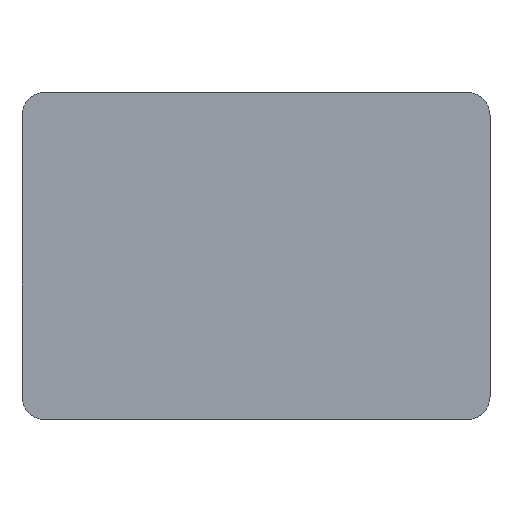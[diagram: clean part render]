
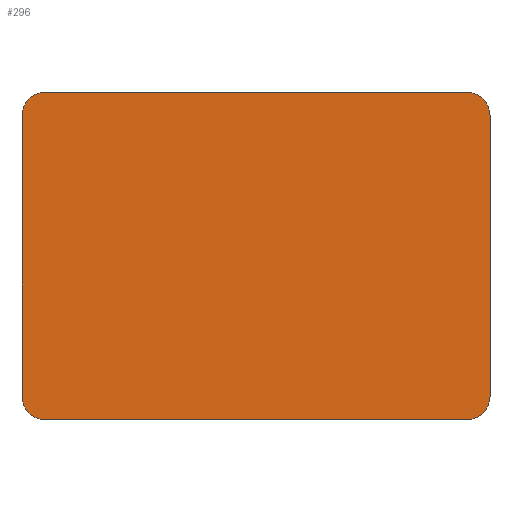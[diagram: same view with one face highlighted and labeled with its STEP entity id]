
A CAD part, top view. The second image highlights one B-rep face of the part: STEP entity #296.
In plain terms, the highlighted planar face has unit normal (0, 0, 1).
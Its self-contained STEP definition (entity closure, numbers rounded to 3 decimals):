
#23=CIRCLE('',#327,0.5);
#24=CIRCLE('',#330,0.5);
#25=CIRCLE('',#333,0.5);
#26=CIRCLE('',#336,0.5);
#47=FACE_OUTER_BOUND('',#66,.T.);
#66=EDGE_LOOP('',(#260,#261,#262,#263,#264,#265,#266,#267));
#86=LINE('',#477,#115);
#89=LINE('',#485,#118);
#92=LINE('',#493,#121);
#95=LINE('',#501,#124);
#115=VECTOR('',#387,10.);
#118=VECTOR('',#396,10.);
#121=VECTOR('',#405,10.);
#124=VECTOR('',#414,10.);
#144=VERTEX_POINT('',#474);
#145=VERTEX_POINT('',#476);
#146=VERTEX_POINT('',#480);
#147=VERTEX_POINT('',#484);
#148=VERTEX_POINT('',#488);
#149=VERTEX_POINT('',#492);
#150=VERTEX_POINT('',#496);
#151=VERTEX_POINT('',#500);
#176=EDGE_CURVE('',#145,#144,#86,.T.);
#178=EDGE_CURVE('',#146,#145,#23,.T.);
#180=EDGE_CURVE('',#147,#146,#89,.T.);
#182=EDGE_CURVE('',#148,#147,#24,.T.);
#184=EDGE_CURVE('',#149,#148,#92,.T.);
#186=EDGE_CURVE('',#150,#149,#25,.T.);
#188=EDGE_CURVE('',#151,#150,#95,.T.);
#190=EDGE_CURVE('',#144,#151,#26,.T.);
#260=ORIENTED_EDGE('',*,*,#190,.T.);
#261=ORIENTED_EDGE('',*,*,#188,.T.);
#262=ORIENTED_EDGE('',*,*,#186,.T.);
#263=ORIENTED_EDGE('',*,*,#184,.T.);
#264=ORIENTED_EDGE('',*,*,#182,.T.);
#265=ORIENTED_EDGE('',*,*,#180,.T.);
#266=ORIENTED_EDGE('',*,*,#178,.T.);
#267=ORIENTED_EDGE('',*,*,#176,.T.);
#279=PLANE('',#337);
#296=ADVANCED_FACE('',(#47),#279,.T.);
#327=AXIS2_PLACEMENT_3D('',#481,#391,#392);
#330=AXIS2_PLACEMENT_3D('',#489,#400,#401);
#333=AXIS2_PLACEMENT_3D('',#497,#409,#410);
#336=AXIS2_PLACEMENT_3D('',#504,#418,#419);
#337=AXIS2_PLACEMENT_3D('',#505,#420,#421);
#387=DIRECTION('',(1.,0.,0.));
#391=DIRECTION('center_axis',(0.,0.,
1.));
#392=DIRECTION('ref_axis',(-1.,0.,0.));
#396=DIRECTION('',(0.,-1.,0.));
#400=DIRECTION('center_axis',(0.,0.,
1.));
#401=DIRECTION('ref_axis',(0.,1.,0.));
#405=DIRECTION('',(-1.,0.,0.));
#409=DIRECTION('center_axis',(0.,0.,
1.));
#410=DIRECTION('ref_axis',(1.,0.,0.));
#414=DIRECTION('',(0.,1.,0.));
#418=DIRECTION('center_axis',(0.,0.,
1.));
#419=DIRECTION('ref_axis',(0.,-1.,0.));
#420=DIRECTION('center_axis',(0.,0.,
1.));
#421=DIRECTION('ref_axis',(-1.,0.,0.));
#474=CARTESIAN_POINT('',(20.66,20.156,-31.905));
#476=CARTESIAN_POINT('',(11.66,20.156,-31.905));
#477=CARTESIAN_POINT('',(11.66,20.156,-31.905));
#480=CARTESIAN_POINT('',(11.16,20.656,-31.905));
#481=CARTESIAN_POINT('Origin',(11.66,20.656,-31.905));
#484=CARTESIAN_POINT('',(11.16,26.656,-31.905));
#485=CARTESIAN_POINT('',(11.16,26.656,-31.905));
#488=CARTESIAN_POINT('',(11.66,27.156,-31.905));
#489=CARTESIAN_POINT('Origin',(11.66,26.656,-31.905));
#492=CARTESIAN_POINT('',(20.66,27.156,-31.905));
#493=CARTESIAN_POINT('',(20.66,27.156,-31.905));
#496=CARTESIAN_POINT('',(21.16,26.656,-31.905));
#497=CARTESIAN_POINT('Origin',(20.66,26.656,-31.905));
#500=CARTESIAN_POINT('',(21.16,20.656,-31.905));
#501=CARTESIAN_POINT('',(21.16,20.656,-31.905));
#504=CARTESIAN_POINT('Origin',(20.66,20.656,-31.905));
#505=CARTESIAN_POINT('Origin',(16.16,23.656,-31.905));
